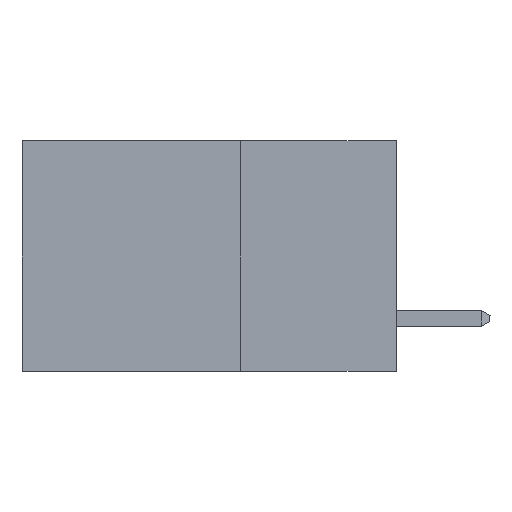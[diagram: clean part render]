
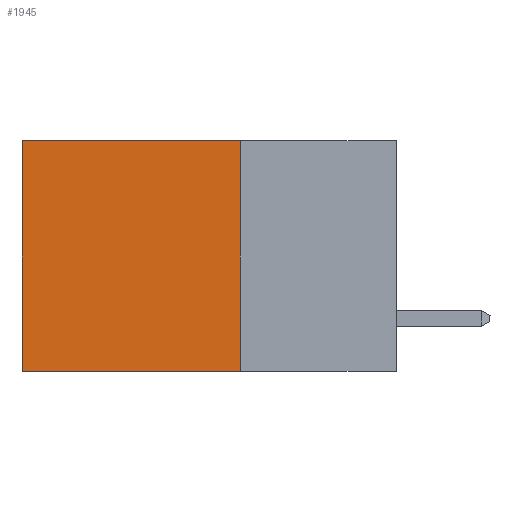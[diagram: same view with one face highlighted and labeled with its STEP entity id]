
A CAD part, left-side view. The second image highlights one B-rep face of the part: STEP entity #1945.
In plain terms, the highlighted planar face has unit normal (-1, 0, 0).
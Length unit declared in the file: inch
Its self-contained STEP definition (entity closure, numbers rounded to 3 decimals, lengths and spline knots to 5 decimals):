
#29 = CARTESIAN_POINT ( 'NONE',  ( 0.2615, 0.6, 0. ) ) ;
#323 = VERTEX_POINT ( 'NONE', #11794 ) ;
#557 = ORIENTED_EDGE ( 'NONE', *, *, #3089, .T. ) ;
#704 = AXIS2_PLACEMENT_3D ( 'NONE', #6063, #10785, #6791 ) ;
#727 = ORIENTED_EDGE ( 'NONE', *, *, #7006, .F. ) ;
#919 = VECTOR ( 'NONE', #8999, 39.37008 ) ;
#1371 = LINE ( 'NONE', #8941, #919 ) ;
#1388 = VECTOR ( 'NONE', #8375, 39.37008 ) ;
#1637 = LINE ( 'NONE', #11898, #1388 ) ;
#1701 = VECTOR ( 'NONE', #11905, 39.37008 ) ;
#1945 = ADVANCED_FACE ( 'NONE', ( #5149 ), #4960, .F. ) ;
#2062 = EDGE_CURVE ( 'NONE', #10766, #2134, #9954, .T. ) ;
#2134 = VERTEX_POINT ( 'NONE', #7271 ) ;
#2783 = EDGE_CURVE ( 'NONE', #323, #11929, #1637, .T. ) ;
#3089 = EDGE_CURVE ( 'NONE', #323, #10766, #8856, .T. ) ;
#4960 = PLANE ( 'NONE',  #704 ) ;
#5149 = FACE_OUTER_BOUND ( 'NONE', #9136, .T. ) ;
#6063 = CARTESIAN_POINT ( 'NONE',  ( 0.2615, 0.25, -0.37 ) ) ;
#6494 = DIRECTION ( 'NONE',  ( 0., 1., 0. ) ) ;
#6708 = CARTESIAN_POINT ( 'NONE',  ( 0.2615, 0.25, -0.37 ) ) ;
#6791 = DIRECTION ( 'NONE',  ( 0., 0., -1. ) ) ;
#7001 = CARTESIAN_POINT ( 'NONE',  ( 0.2615, 0.25, 0. ) ) ;
#7006 = EDGE_CURVE ( 'NONE', #11929, #2134, #1371, .T. ) ;
#7271 = CARTESIAN_POINT ( 'NONE',  ( 0.2615, 0.6, -0.37 ) ) ;
#8199 = CARTESIAN_POINT ( 'NONE',  ( 0.2615, 0.6, -0.37 ) ) ;
#8375 = DIRECTION ( 'NONE',  ( 0., 0., -1. ) ) ;
#8856 = LINE ( 'NONE', #7001, #9942 ) ;
#8941 = CARTESIAN_POINT ( 'NONE',  ( 0.2615, 0.25, -0.37 ) ) ;
#8999 = DIRECTION ( 'NONE',  ( 0., 1., 0. ) ) ;
#9136 = EDGE_LOOP ( 'NONE', ( #10767, #727, #11318, #557 ) ) ;
#9942 = VECTOR ( 'NONE', #6494, 39.37008 ) ;
#9954 = LINE ( 'NONE', #8199, #1701 ) ;
#10766 = VERTEX_POINT ( 'NONE', #29 ) ;
#10767 = ORIENTED_EDGE ( 'NONE', *, *, #2062, .T. ) ;
#10785 = DIRECTION ( 'NONE',  ( 1., 0., 0. ) ) ;
#11318 = ORIENTED_EDGE ( 'NONE', *, *, #2783, .F. ) ;
#11794 = CARTESIAN_POINT ( 'NONE',  ( 0.2615, 0.25, 0. ) ) ;
#11898 = CARTESIAN_POINT ( 'NONE',  ( 0.2615, 0.25, -0.37 ) ) ;
#11905 = DIRECTION ( 'NONE',  ( 0., 0., -1. ) ) ;
#11929 = VERTEX_POINT ( 'NONE', #6708 ) ;
